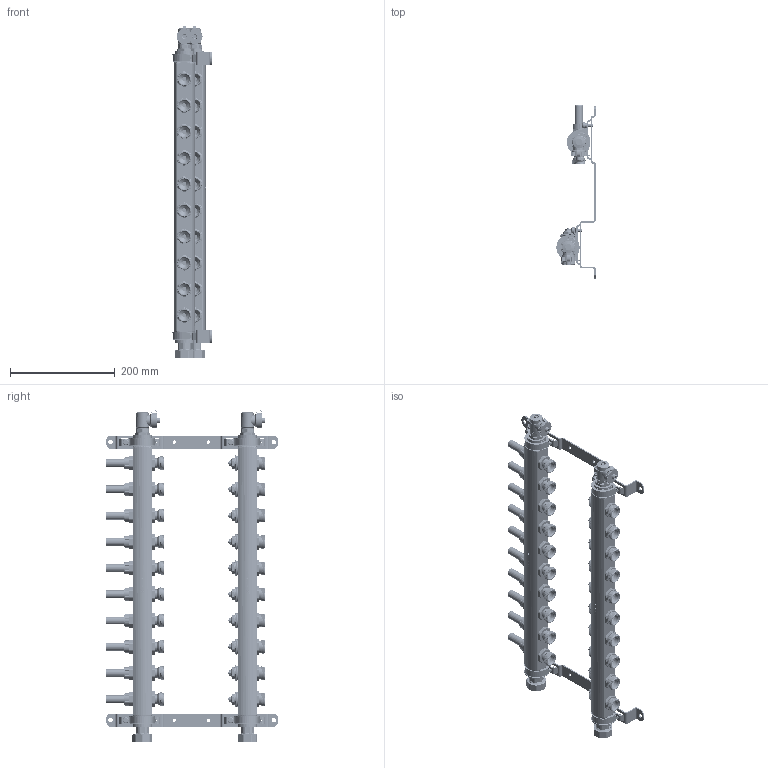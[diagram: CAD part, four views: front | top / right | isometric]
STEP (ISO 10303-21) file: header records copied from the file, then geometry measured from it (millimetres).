
FILE_DESCRIPTION((''),'2;1');
FILE_NAME('9340-10-800_VEREINFAC_SW0001','2016-10-25T',('marann'),(''),'PRO/ENGINEER BY PARAMETRIC TECHNOLOGY CORPORATION, 2011490','PRO/ENGINEER BY PARAMETRIC TECHNOLOGY CORPORATION, 2011490','');
FILE_SCHEMA(('CONFIG_CONTROL_DESIGN'));
Products named in the file (1): 9340-10-800_VEREINFAC_SW0001
Bounding box: 74.75 x 329.7 x 632.8 mm (x, y, z)
Volume: 767422 mm3; surface area: 559197.1 mm2
Topology: 7 solids, 8 shells, 6076 faces, 15670 edges, 9868 vertices
Faces by surface type: cylinder 2238, plane 2108, bspline 784, cone 618, torus 328
Entity records: 295952 total; most frequent: CARTESIAN_POINT 152235, ORIENTED_EDGE 31340, DIRECTION 28812, EDGE_CURVE 15670, AXIS2_PLACEMENT_3D 11133, VERTEX_POINT 9868, VECTOR 6546, LINE 6546
